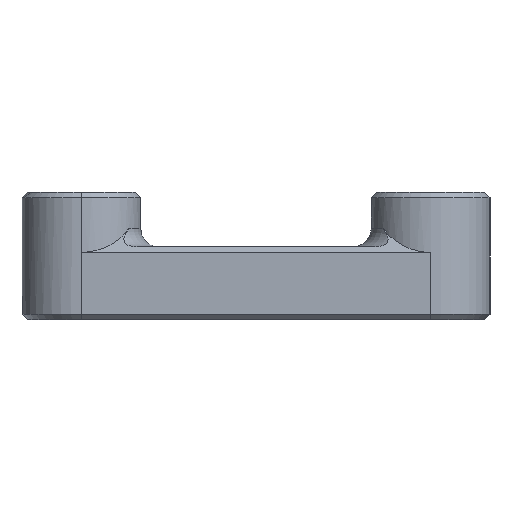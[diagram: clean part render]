
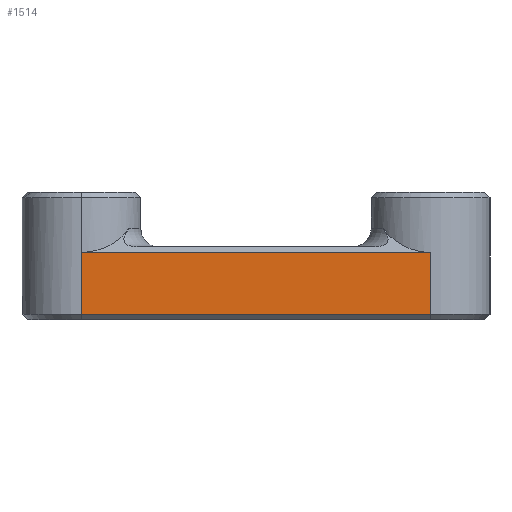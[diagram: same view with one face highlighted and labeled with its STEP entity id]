
A CAD part, front view. The second image highlights one B-rep face of the part: STEP entity #1514.
In plain terms, the highlighted planar face has unit normal (0, -1, 0).
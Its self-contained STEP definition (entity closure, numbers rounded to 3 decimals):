
#1451=CARTESIAN_POINT('',(125.452,12.048,0.3));
#1452=VERTEX_POINT('',#1451);
#1459=CARTESIAN_POINT('',(125.452,12.048,3.7));
#1460=VERTEX_POINT('',#1459);
#1461=CARTESIAN_POINT('',(125.452,12.048,0.3));
#1462=DIRECTION('',(0.,0.,1.));
#1463=VECTOR('',#1462,3.4);
#1464=LINE('',#1461,#1463);
#1465=EDGE_CURVE('',#1452,#1460,#1464,.T.);
#1484=CARTESIAN_POINT('',(126.481,12.048,0.));
#1485=DIRECTION('',(0.,1.,0.));
#1486=DIRECTION('',(0.,0.,-1.));
#1487=AXIS2_PLACEMENT_3D('',#1484,#1485,#1486);
#1488=PLANE('',#1487);
#1489=ORIENTED_EDGE('',*,*,#1465,.F.);
#1490=CARTESIAN_POINT('',(144.552,12.048,0.3));
#1491=VERTEX_POINT('',#1490);
#1492=CARTESIAN_POINT('',(125.452,12.048,0.3));
#1493=DIRECTION('',(1.,-0.,-0.));
#1494=VECTOR('',#1493,19.1);
#1495=LINE('',#1492,#1494);
#1496=EDGE_CURVE('',#1452,#1491,#1495,.T.);
#1497=ORIENTED_EDGE('',*,*,#1496,.T.);
#1498=CARTESIAN_POINT('',(144.552,12.048,3.7));
#1499=VERTEX_POINT('',#1498);
#1500=CARTESIAN_POINT('',(144.552,12.048,0.3));
#1501=DIRECTION('',(-0.,-0.,1.));
#1502=VECTOR('',#1501,3.4);
#1503=LINE('',#1500,#1502);
#1504=EDGE_CURVE('',#1491,#1499,#1503,.T.);
#1505=ORIENTED_EDGE('',*,*,#1504,.T.);
#1506=CARTESIAN_POINT('',(144.552,12.048,3.7));
#1507=DIRECTION('',(-1.,0.,0.));
#1508=VECTOR('',#1507,19.1);
#1509=LINE('',#1506,#1508);
#1510=EDGE_CURVE('',#1499,#1460,#1509,.T.);
#1511=ORIENTED_EDGE('',*,*,#1510,.T.);
#1512=EDGE_LOOP('',(#1489,#1497,#1505,#1511));
#1513=FACE_BOUND('',#1512,.T.);
#1514=ADVANCED_FACE('',(#1513),#1488,.F.);
